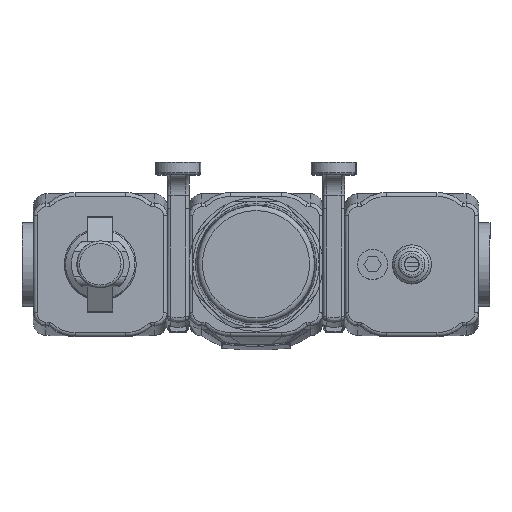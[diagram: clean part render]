
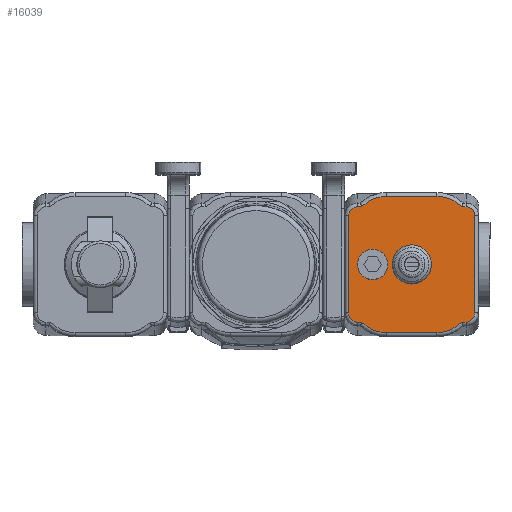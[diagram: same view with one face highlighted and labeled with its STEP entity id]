
A CAD part, top view. The second image highlights one B-rep face of the part: STEP entity #16039.
In plain terms, the highlighted planar face has unit normal (0, 0, 1).
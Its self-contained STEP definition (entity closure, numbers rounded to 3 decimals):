
#599=B_SPLINE_CURVE_WITH_KNOTS('',3,(#26308,#26309,#26310,#26311,#26312,
#26313),.UNSPECIFIED.,.F.,.F.,(4,1,1,4),(0.,0.238,
0.397,0.556),.UNSPECIFIED.);
#600=B_SPLINE_CURVE_WITH_KNOTS('',3,(#26317,#26318,#26319,#26320,#26321),
 .UNSPECIFIED.,.F.,.F.,(4,1,4),(0.,0.238,0.556),
 .UNSPECIFIED.);
#601=B_SPLINE_CURVE_WITH_KNOTS('',3,(#26333,#26334,#26335,#26336,#26337,
#26338),.UNSPECIFIED.,.F.,.F.,(4,1,1,4),(0.,0.238,0.397,
0.556),.UNSPECIFIED.);
#602=B_SPLINE_CURVE_WITH_KNOTS('',3,(#26342,#26343,#26344,#26345,#26346),
 .UNSPECIFIED.,.F.,.F.,(4,1,4),(0.,0.238,0.556),
 .UNSPECIFIED.);
#1333=LINE('',#26301,#2189);
#1334=LINE('',#26306,#2190);
#1335=LINE('',#26315,#2191);
#1336=LINE('',#26323,#2192);
#1337=LINE('',#26327,#2193);
#1338=LINE('',#26331,#2194);
#1339=LINE('',#26340,#2195);
#1340=LINE('',#26348,#2196);
#2189=VECTOR('',#19295,1000.);
#2190=VECTOR('',#19298,1000.);
#2191=VECTOR('',#19299,1000.);
#2192=VECTOR('',#19300,1000.);
#2193=VECTOR('',#19303,1000.);
#2194=VECTOR('',#19306,1000.);
#2195=VECTOR('',#19307,1000.);
#2196=VECTOR('',#19308,1000.);
#2675=PLANE('',#16978);
#5272=ORIENTED_EDGE('',*,*,#7346,.T.);
#5273=ORIENTED_EDGE('',*,*,#7347,.T.);
#5274=ORIENTED_EDGE('',*,*,#7348,.F.);
#5275=ORIENTED_EDGE('',*,*,#7349,.F.);
#5276=ORIENTED_EDGE('',*,*,#7350,.F.);
#5277=ORIENTED_EDGE('',*,*,#7351,.F.);
#5278=ORIENTED_EDGE('',*,*,#7352,.F.);
#5279=ORIENTED_EDGE('',*,*,#7353,.F.);
#5280=ORIENTED_EDGE('',*,*,#7354,.F.);
#5281=ORIENTED_EDGE('',*,*,#7355,.F.);
#5282=ORIENTED_EDGE('',*,*,#7356,.F.);
#5283=ORIENTED_EDGE('',*,*,#7357,.F.);
#5284=ORIENTED_EDGE('',*,*,#7358,.F.);
#5285=ORIENTED_EDGE('',*,*,#7359,.F.);
#5286=ORIENTED_EDGE('',*,*,#7360,.F.);
#5287=ORIENTED_EDGE('',*,*,#7361,.F.);
#5288=ORIENTED_EDGE('',*,*,#7362,.F.);
#5289=ORIENTED_EDGE('',*,*,#7363,.F.);
#7346=EDGE_CURVE('',#8573,#8573,#9127,.T.);
#7347=EDGE_CURVE('',#8574,#8574,#9128,.T.);
#7348=EDGE_CURVE('',#8575,#8576,#1333,.T.);
#7349=EDGE_CURVE('',#8577,#8575,#9129,.T.);
#7350=EDGE_CURVE('',#8578,#8577,#1334,.T.);
#7351=EDGE_CURVE('',#8579,#8578,#599,.T.);
#7352=EDGE_CURVE('',#8580,#8579,#1335,.T.);
#7353=EDGE_CURVE('',#8581,#8580,#600,.T.);
#7354=EDGE_CURVE('',#8582,#8581,#1336,.T.);
#7355=EDGE_CURVE('',#8583,#8582,#9130,.T.);
#7356=EDGE_CURVE('',#8584,#8583,#1337,.T.);
#7357=EDGE_CURVE('',#8585,#8584,#9131,.T.);
#7358=EDGE_CURVE('',#8586,#8585,#1338,.T.);
#7359=EDGE_CURVE('',#8587,#8586,#601,.T.);
#7360=EDGE_CURVE('',#8588,#8587,#1339,.T.);
#7361=EDGE_CURVE('',#8589,#8588,#602,.T.);
#7362=EDGE_CURVE('',#8590,#8589,#1340,.T.);
#7363=EDGE_CURVE('',#8576,#8590,#9132,.T.);
#8573=VERTEX_POINT('',#26298);
#8574=VERTEX_POINT('',#26300);
#8575=VERTEX_POINT('',#26302);
#8576=VERTEX_POINT('',#26303);
#8577=VERTEX_POINT('',#26305);
#8578=VERTEX_POINT('',#26307);
#8579=VERTEX_POINT('',#26314);
#8580=VERTEX_POINT('',#26316);
#8581=VERTEX_POINT('',#26322);
#8582=VERTEX_POINT('',#26324);
#8583=VERTEX_POINT('',#26326);
#8584=VERTEX_POINT('',#26328);
#8585=VERTEX_POINT('',#26330);
#8586=VERTEX_POINT('',#26332);
#8587=VERTEX_POINT('',#26339);
#8588=VERTEX_POINT('',#26341);
#8589=VERTEX_POINT('',#26347);
#8590=VERTEX_POINT('',#26349);
#9127=CIRCLE('',#16979,7.75);
#9128=CIRCLE('',#16980,6.);
#9129=CIRCLE('',#16981,13.5);
#9130=CIRCLE('',#16982,13.5);
#9131=CIRCLE('',#16983,13.5);
#9132=CIRCLE('',#16984,13.5);
#9826=EDGE_LOOP('',(#5272));
#9827=EDGE_LOOP('',(#5273));
#9828=EDGE_LOOP('',(#5274,#5275,#5276,#5277,#5278,#5279,#5280,#5281,#5282,
#5283,#5284,#5285,#5286,#5287,#5288,#5289));
#10666=FACE_BOUND('',#9826,.T.);
#10667=FACE_BOUND('',#9827,.T.);
#10668=FACE_BOUND('',#9828,.T.);
#16039=ADVANCED_FACE('',(#10666,#10667,#10668),#2675,.T.);
#16978=AXIS2_PLACEMENT_3D('',#26296,#19289,#19290);
#16979=AXIS2_PLACEMENT_3D('',#26297,#19291,#19292);
#16980=AXIS2_PLACEMENT_3D('',#26299,#19293,#19294);
#16981=AXIS2_PLACEMENT_3D('',#26304,#19296,#19297);
#16982=AXIS2_PLACEMENT_3D('',#26325,#19301,#19302);
#16983=AXIS2_PLACEMENT_3D('',#26329,#19304,#19305);
#16984=AXIS2_PLACEMENT_3D('',#26350,#19309,#19310);
#19289=DIRECTION('',(0.,0.,1.));
#19290=DIRECTION('',(1.,0.,0.));
#19291=DIRECTION('',(0.,0.,-1.));
#19292=DIRECTION('',(1.,0.,0.));
#19293=DIRECTION('',(0.,0.,-1.));
#19294=DIRECTION('',(-1.,0.,0.));
#19295=DIRECTION('',(1.,0.,0.));
#19296=DIRECTION('',(0.,0.,-1.));
#19297=DIRECTION('',(-0.387,0.922,0.));
#19298=DIRECTION('',(1.,0.,0.));
#19299=DIRECTION('',(0.,1.,0.));
#19300=DIRECTION('',(-1.,0.,0.));
#19301=DIRECTION('',(0.,0.,-1.));
#19302=DIRECTION('',(-0.387,-0.922,0.));
#19303=DIRECTION('',(-1.,0.,0.));
#19304=DIRECTION('',(0.,0.,-1.));
#19305=DIRECTION('',(0.387,-0.922,0.));
#19306=DIRECTION('',(-1.,0.,0.));
#19307=DIRECTION('',(0.,-1.,0.));
#19308=DIRECTION('',(1.,0.,0.));
#19309=DIRECTION('',(0.,0.,-1.));
#19310=DIRECTION('',(0.387,0.922,0.));
#26296=CARTESIAN_POINT('',(0.,0.,34.));
#26297=CARTESIAN_POINT('',(0.,0.,34.));
#26298=CARTESIAN_POINT('',(7.75,0.,34.));
#26299=CARTESIAN_POINT('',(-15.5,0.,34.));
#26300=CARTESIAN_POINT('',(-21.5,0.,34.));
#26301=CARTESIAN_POINT('',(-10.,27.,34.));
#26302=CARTESIAN_POINT('',(-10.,27.,34.));
#26303=CARTESIAN_POINT('',(10.,27.,34.));
#26304=CARTESIAN_POINT('',(-10.,13.5,34.));
#26305=CARTESIAN_POINT('',(-19.742,22.845,34.));
#26306=CARTESIAN_POINT('',(-21.5,22.845,34.));
#26307=CARTESIAN_POINT('',(-21.5,22.845,34.));
#26308=CARTESIAN_POINT('',(-25.,19.226,34.));
#26309=CARTESIAN_POINT('',(-25.,20.019,34.));
#26310=CARTESIAN_POINT('',(-24.559,21.356,34.));
#26311=CARTESIAN_POINT('',(-23.094,22.587,34.));
#26312=CARTESIAN_POINT('',(-22.029,22.845,34.));
#26313=CARTESIAN_POINT('',(-21.5,22.845,34.));
#26314=CARTESIAN_POINT('',(-25.,19.226,34.));
#26315=CARTESIAN_POINT('',(-25.,-19.226,34.));
#26316=CARTESIAN_POINT('',(-25.,-19.226,34.));
#26317=CARTESIAN_POINT('',(-21.5,-22.845,34.));
#26318=CARTESIAN_POINT('',(-22.295,-22.845,34.));
#26319=CARTESIAN_POINT('',(-24.166,-22.145,34.));
#26320=CARTESIAN_POINT('',(-25.,-20.286,34.));
#26321=CARTESIAN_POINT('',(-25.,-19.226,34.));
#26322=CARTESIAN_POINT('',(-21.5,-22.845,34.));
#26323=CARTESIAN_POINT('',(-19.742,-22.845,34.));
#26324=CARTESIAN_POINT('',(-19.742,-22.845,34.));
#26325=CARTESIAN_POINT('',(-10.,-13.5,34.));
#26326=CARTESIAN_POINT('',(-10.,-27.,34.));
#26327=CARTESIAN_POINT('',(10.,-27.,34.));
#26328=CARTESIAN_POINT('',(10.,-27.,34.));
#26329=CARTESIAN_POINT('',(10.,-13.5,34.));
#26330=CARTESIAN_POINT('',(19.742,-22.845,34.));
#26331=CARTESIAN_POINT('',(21.5,-22.845,34.));
#26332=CARTESIAN_POINT('',(21.5,-22.845,34.));
#26333=CARTESIAN_POINT('',(25.,-19.226,34.));
#26334=CARTESIAN_POINT('',(25.,-20.021,34.));
#26335=CARTESIAN_POINT('',(24.563,-21.35,34.));
#26336=CARTESIAN_POINT('',(23.097,-22.588,34.));
#26337=CARTESIAN_POINT('',(22.03,-22.845,34.));
#26338=CARTESIAN_POINT('',(21.5,-22.845,34.));
#26339=CARTESIAN_POINT('',(25.,-19.226,34.));
#26340=CARTESIAN_POINT('',(25.,19.226,34.));
#26341=CARTESIAN_POINT('',(25.,19.226,34.));
#26342=CARTESIAN_POINT('',(21.5,22.845,34.));
#26343=CARTESIAN_POINT('',(22.294,22.845,34.));
#26344=CARTESIAN_POINT('',(24.161,22.151,34.));
#26345=CARTESIAN_POINT('',(25.,20.284,34.));
#26346=CARTESIAN_POINT('',(25.,19.226,34.));
#26347=CARTESIAN_POINT('',(21.5,22.845,34.));
#26348=CARTESIAN_POINT('',(19.742,22.845,34.));
#26349=CARTESIAN_POINT('',(19.742,22.845,34.));
#26350=CARTESIAN_POINT('',(10.,13.5,34.));
